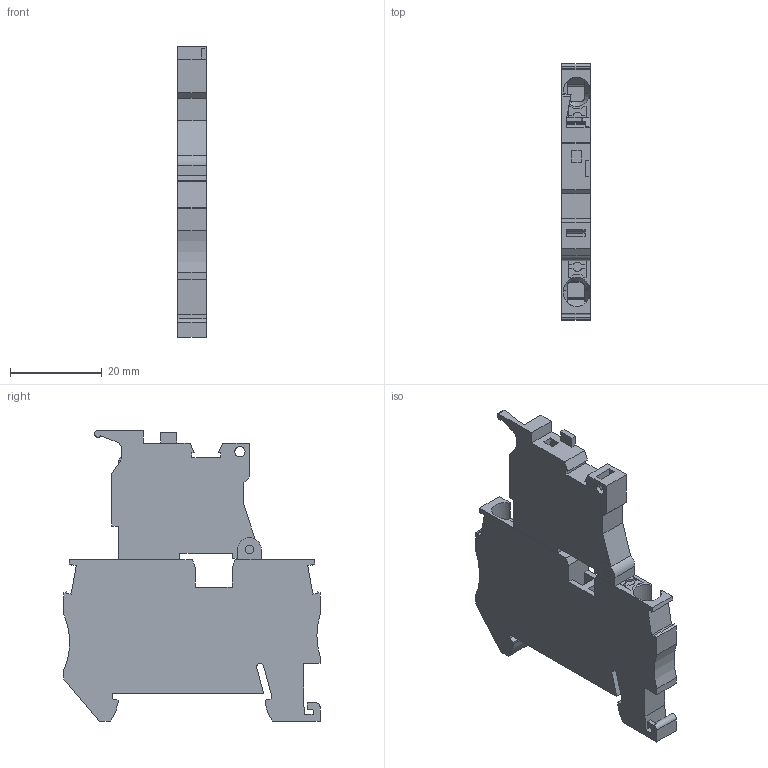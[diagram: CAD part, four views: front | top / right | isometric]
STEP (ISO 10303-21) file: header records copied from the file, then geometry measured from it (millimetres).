
FILE_DESCRIPTION(('Creo Elements/Direct Modeling STEP Export'),'2;1');
FILE_NAME('model.stp','2021-02-25T 8:24:33',(''),(''),'Creo Elements/Direct Modeling STEP processor for AP214 (Solid Model)','Creo Elements/Direct Modeling 20.1D 10-Oct-2020 (C) Parametric Technology GmbH','');
FILE_SCHEMA(('AUTOMOTIVE_DESIGN { 1 0 10303 214 1 1 1 1 }'));
Length unit declared in the file: millimetre
Products named in the file (2): PT_4_HESILED_24_5X20_BU_BU-select
Assembly tree (1 placements, depth 2):
  PT_4_HESILED_24_5X20_BU_BU-select
    PT_4_HESILED_24_5X20_BU_BU-select
Bounding box: 6.15 x 55.9 x 63.38 mm (x, y, z)
Volume: 12999.1 mm3; surface area: 7780.2 mm2
Topology: 1 solids, 1 shells, 212 faces, 622 edges, 412 vertices
Faces by surface type: plane 179, cylinder 26, torus 4, cone 2, extrusion 1
Entity records: 9857 total; most frequent: CARTESIAN_POINT 2519, ORIENTED_EDGE 1244, DIRECTION 1050, EDGE_CURVE 622, VECTOR 514, LINE 513, VERTEX_POINT 412, AXIS2_PLACEMENT_3D 268
